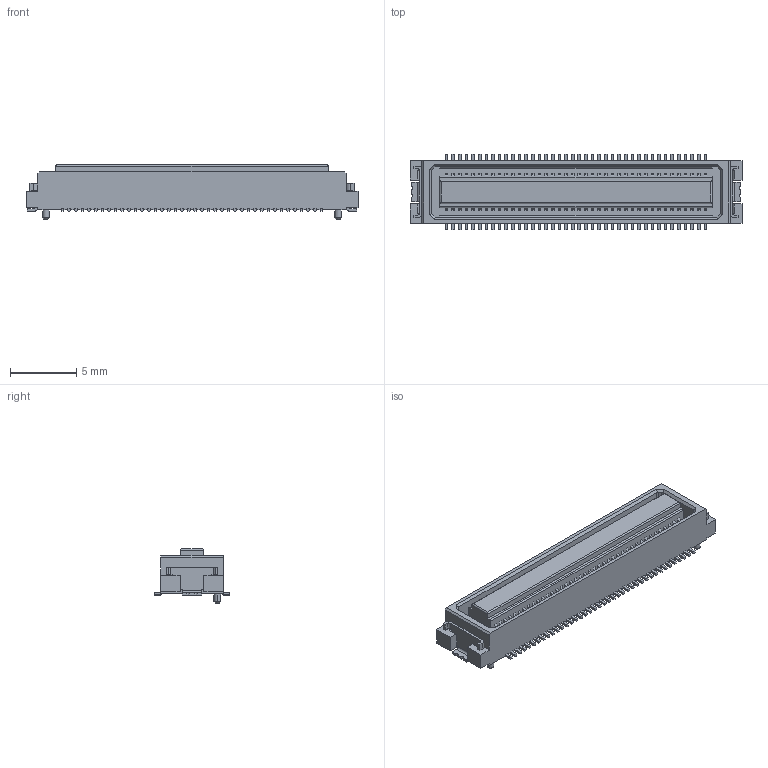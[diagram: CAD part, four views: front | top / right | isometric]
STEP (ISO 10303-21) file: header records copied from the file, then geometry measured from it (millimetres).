
FILE_DESCRIPTION(('OneSpaceDesigner STEP Export'),'2;1');
FILE_NAME('DF17(3_0)-80DS-0_5V.stp','2008-03-11T21:47:10',(''),(''),'OneSpace Designer STEP processor for AP214 (Solid Model)','OneSpace Modeling 15.00A 14-Mar-2007 (C) CoCreate Software GmbH','');
FILE_SCHEMA(('AUTOMOTIVE_DESIGN { 1 0 10303 214 1 1 1 1 }'));
Length unit declared in the file: millimetre
Products named in the file (2): DF17(3.0)-80DS-0.5V
Assembly tree (1 placements, depth 2):
  DF17(3.0)-80DS-0.5V
    DF17(3.0)-80DS-0.5V
Bounding box: 25 x 5.7 x 4.1 mm (x, y, z)
Volume: 258.8 mm3; surface area: 724.4 mm2
Topology: 1 solids, 1 shells, 1524 faces, 4547 edges, 3029 vertices
Faces by surface type: plane 1166, cylinder 354, cone 4
Entity records: 59757 total; most frequent: ORIENTED_EDGE 9094, CARTESIAN_POINT 8551, DIRECTION 7113, EDGE_CURVE 4547, VECTOR 3747, LINE 3747, VERTEX_POINT 3029, EDGE_LOOP 1688
